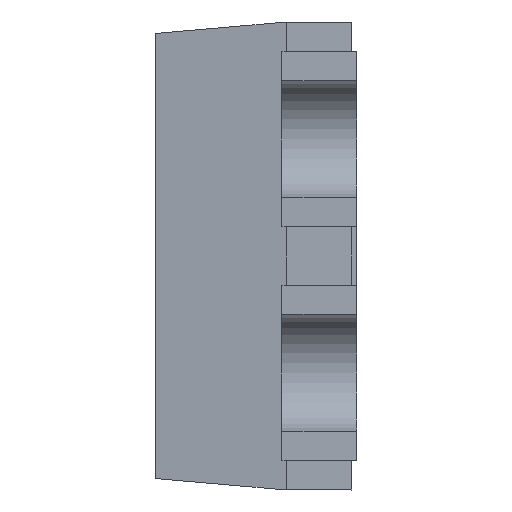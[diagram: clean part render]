
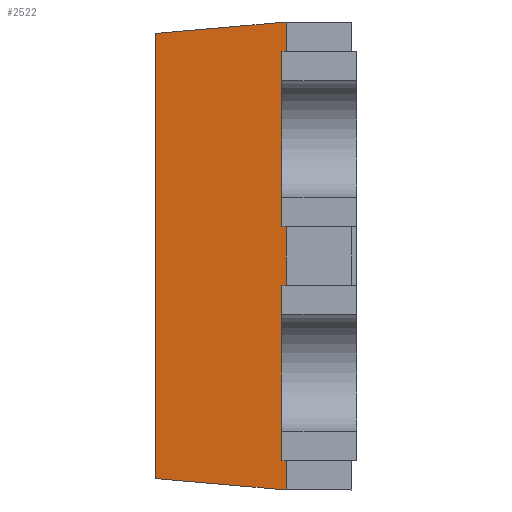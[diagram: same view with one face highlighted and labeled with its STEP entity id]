
A CAD part, left-side view. The second image highlights one B-rep face of the part: STEP entity #2522.
In plain terms, the highlighted planar face has unit normal (-0.996, 0.087, 0).
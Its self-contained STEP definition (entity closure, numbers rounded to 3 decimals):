
#216 = VERTEX_POINT ( 'NONE', #1159 ) ;
#312 = CARTESIAN_POINT ( 'NONE',  ( -0.725, 0., 1. ) ) ;
#324 = EDGE_CURVE ( 'NONE', #216, #2890, #1036, .T. ) ;
#342 = CARTESIAN_POINT ( 'NONE',  ( -0.725, 0.001, -1. ) ) ;
#534 = DIRECTION ( 'NONE',  ( -0.087, -0.992, 0.087 ) ) ;
#672 = CARTESIAN_POINT ( 'NONE',  ( -0.725, 0.001, 1. ) ) ;
#711 = ORIENTED_EDGE ( 'NONE', *, *, #1013, .T. ) ;
#733 = AXIS2_PLACEMENT_3D ( 'NONE', #2656, #1710, #2650 ) ;
#749 = DIRECTION ( 'NONE',  ( -0.087, -0.992, -0.087 ) ) ;
#858 = CARTESIAN_POINT ( 'NONE',  ( -0.676, 0.56, 0.951 ) ) ;
#1013 = EDGE_CURVE ( 'NONE', #1190, #216, #2810, .T. ) ;
#1036 = LINE ( 'NONE', #342, #1583 ) ;
#1040 = EDGE_CURVE ( 'NONE', #1650, #2890, #1936, .T. ) ;
#1159 = CARTESIAN_POINT ( 'NONE',  ( -0.725, 0.001, -1. ) ) ;
#1190 = VERTEX_POINT ( 'NONE', #3051 ) ;
#1202 = ORIENTED_EDGE ( 'NONE', *, *, #2595, .F. ) ;
#1320 = VECTOR ( 'NONE', #534, 1000. ) ;
#1358 = VECTOR ( 'NONE', #2222, 1000. ) ;
#1507 = FACE_OUTER_BOUND ( 'NONE', #1616, .T. ) ;
#1566 = DIRECTION ( 'NONE',  ( 0., 0., 1. ) ) ;
#1583 = VECTOR ( 'NONE', #1566, 1000. ) ;
#1616 = EDGE_LOOP ( 'NONE', ( #711, #2031, #2820, #1202 ) ) ;
#1650 = VERTEX_POINT ( 'NONE', #858 ) ;
#1710 = DIRECTION ( 'NONE',  ( -0.996, 0.087, 0. ) ) ;
#1936 = LINE ( 'NONE', #312, #1320 ) ;
#1938 = LINE ( 'NONE', #2233, #1358 ) ;
#1975 = VECTOR ( 'NONE', #749, 1000. ) ;
#2031 = ORIENTED_EDGE ( 'NONE', *, *, #324, .T. ) ;
#2222 = DIRECTION ( 'NONE',  ( 0., 0., 1. ) ) ;
#2233 = CARTESIAN_POINT ( 'NONE',  ( -0.676, 0.56, -1. ) ) ;
#2522 = ADVANCED_FACE ( 'NONE', ( #1507 ), #2641, .T. ) ;
#2595 = EDGE_CURVE ( 'NONE', #1190, #1650, #1938, .T. ) ;
#2635 = CARTESIAN_POINT ( 'NONE',  ( -0.725, 0., -1. ) ) ;
#2641 = PLANE ( 'NONE',  #733 ) ;
#2650 = DIRECTION ( 'NONE',  ( 0.087, 0.996, 0. ) ) ;
#2656 = CARTESIAN_POINT ( 'NONE',  ( -0.725, 0., -1. ) ) ;
#2810 = LINE ( 'NONE', #2635, #1975 ) ;
#2820 = ORIENTED_EDGE ( 'NONE', *, *, #1040, .F. ) ;
#2890 = VERTEX_POINT ( 'NONE', #672 ) ;
#3051 = CARTESIAN_POINT ( 'NONE',  ( -0.676, 0.56, -0.951 ) ) ;
